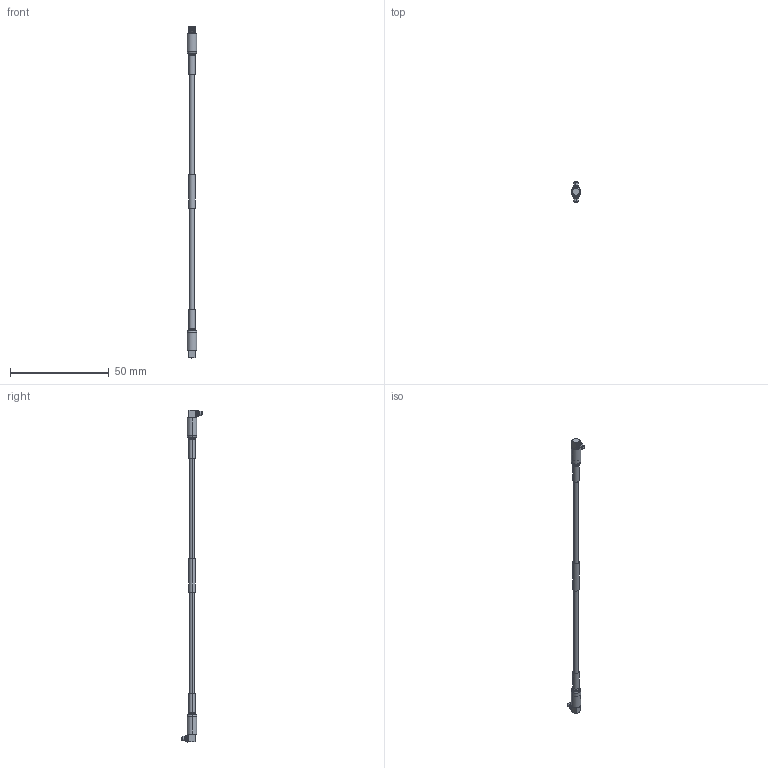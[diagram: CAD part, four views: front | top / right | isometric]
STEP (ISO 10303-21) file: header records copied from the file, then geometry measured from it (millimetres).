
FILE_DESCRIPTION (( 'STEP AP214' ), '1' );
FILE_NAME ('FMC1919315-SP_3D.STEP', '2022-09-07T15:53:35', ( '' ), ( '' ), 'SwSTEP 2.0', 'SolidWorks 2021', '' );
FILE_SCHEMA (( 'AUTOMOTIVE_DESIGN' ));
Length unit declared in the file: inch
Products named in the file (5): RG316U^FMC1919315-SP_RG316; SC9535; FMC1919315-SP_3D; HeatShrink-RG316U; Copy of Label-RG316U^FMC1919315-SP
Assembly tree (6 placements, depth 2):
  FMC1919315-SP_3D
    RG316U^FMC1919315-SP_RG316
    Copy of Label-RG316U^FMC1919315-SP
    SC9535  x2
    HeatShrink-RG316U  x2
Bounding box: 4.75 x 10.61 x 168.2 mm (x, y, z)
Volume: 1632.5 mm3; surface area: 2661.5 mm2
Topology: 8 solids, 8 shells, 156 faces, 312 edges, 186 vertices
Faces by surface type: cylinder 56, plane 50, cone 32, bspline 10, torus 8
Entity records: 2449 total; most frequent: CARTESIAN_POINT 503, DIRECTION 403, ORIENTED_EDGE 320, AXIS2_PLACEMENT_3D 177, EDGE_CURVE 160, VERTEX_POINT 97, CIRCLE 91, EDGE_LOOP 91
